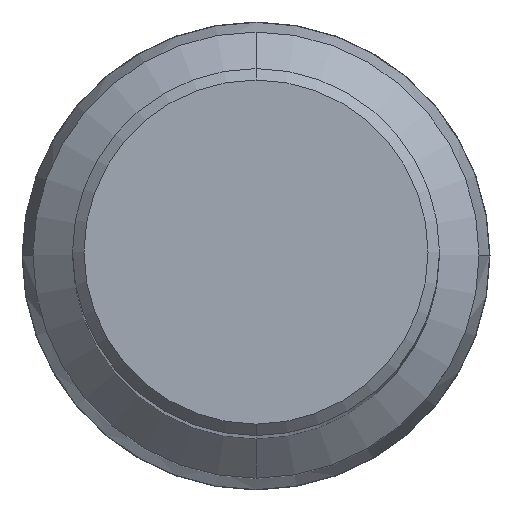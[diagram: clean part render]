
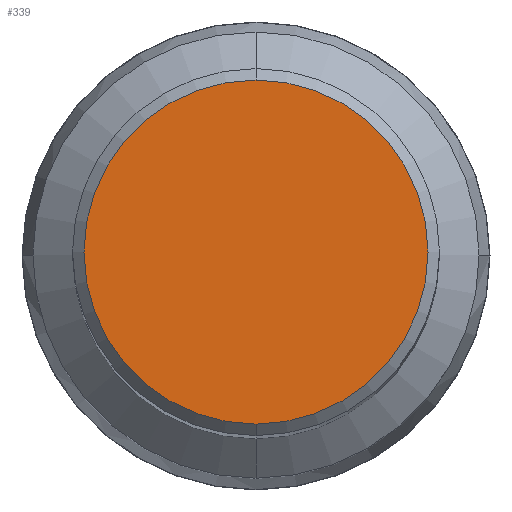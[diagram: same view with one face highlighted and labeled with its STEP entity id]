
A CAD part, top view. The second image highlights one B-rep face of the part: STEP entity #339.
In plain terms, the highlighted planar face has unit normal (0, 0, 1).
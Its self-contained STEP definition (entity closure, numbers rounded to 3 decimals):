
#287=VERTEX_POINT('',#784);
#339=ADVANCED_FACE('',(#841),#842,.T.);
#563=VERTEX_POINT('',#1085);
#581=EDGE_CURVE('',#563,#287,#1104,.T.);
#597=EDGE_CURVE('',#287,#563,#1122,.T.);
#784=CARTESIAN_POINT('',(0.0,15.0,0.0));
#841=FACE_OUTER_BOUND('',#1407,.T.);
#842=PLANE('',#1408);
#1085=CARTESIAN_POINT('',(0.,-15.0,0.0));
#1104=CIRCLE('',#1922,15.0);
#1122=CIRCLE('',#1947,15.0);
#1407=EDGE_LOOP('',(#2331,#2332));
#1408=AXIS2_PLACEMENT_3D('',#2333,#2334,#2335);
#1922=AXIS2_PLACEMENT_3D('',#2654,#2655,#2656);
#1947=AXIS2_PLACEMENT_3D('',#2684,#2685,#2686);
#2331=ORIENTED_EDGE('',*,*,#597,.F.);
#2332=ORIENTED_EDGE('',*,*,#581,.F.);
#2333=CARTESIAN_POINT('',(0.0,7.5,0.0));
#2334=DIRECTION('',(-0.0,0.0,1.0));
#2335=DIRECTION('',(0.0,-1.0,0.0));
#2654=CARTESIAN_POINT('',(0.0,0.0,0.0));
#2655=DIRECTION('',(0.0,0.0,-1.0));
#2656=DIRECTION('',(0.0,1.0,0.0));
#2684=CARTESIAN_POINT('',(0.0,0.0,0.0));
#2685=DIRECTION('',(0.0,0.0,-1.0));
#2686=DIRECTION('',(0.0,1.0,0.0));
